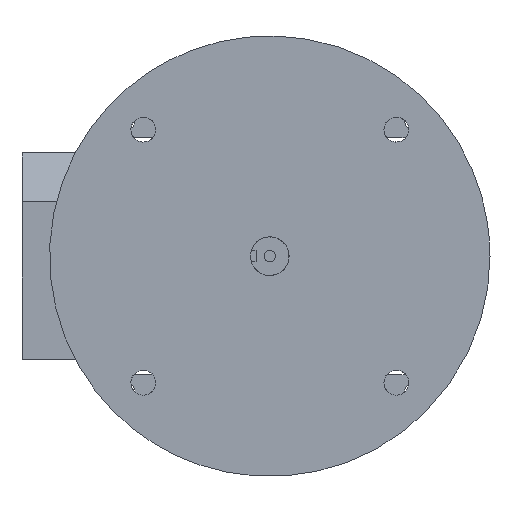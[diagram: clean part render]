
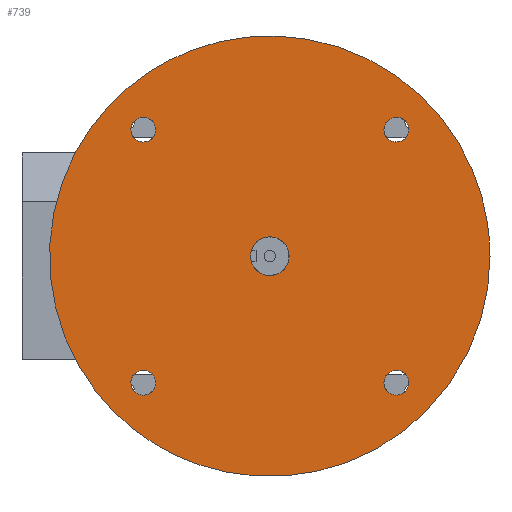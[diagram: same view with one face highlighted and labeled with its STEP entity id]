
A CAD part, left-side view. The second image highlights one B-rep face of the part: STEP entity #739.
In plain terms, the highlighted free-form (B-spline) face has degree [1, 1] with [2, 2] control points.
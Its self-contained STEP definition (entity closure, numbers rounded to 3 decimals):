
#224 = VERTEX_POINT('',#225);
#225 = CARTESIAN_POINT('',(-56.694,0.,
    -5.669));
#230 = EDGE_CURVE('',#224,#224,#231,.T.);
#231 = ( BOUNDED_CURVE() B_SPLINE_CURVE(2,(#232,#233,#234,#235,#236,#237
,#238),.UNSPECIFIED.,.T.,.F.) B_SPLINE_CURVE_WITH_KNOTS((3,2,2,3),(
    3.142,5.236,7.33,9.425),
.PIECEWISE_BEZIER_KNOTS.) CURVE() GEOMETRIC_REPRESENTATION_ITEM() 
RATIONAL_B_SPLINE_CURVE((1.,0.5,1.,0.5,1.,0.5,1.)) REPRESENTATION_ITEM(
  '') );
#232 = CARTESIAN_POINT('',(-56.694,0.,
    -5.669));
#233 = CARTESIAN_POINT('',(-56.694,9.82,-5.669)
  );
#234 = CARTESIAN_POINT('',(-56.694,4.91,2.835)
  );
#235 = CARTESIAN_POINT('',(-56.694,0.,
    11.339));
#236 = CARTESIAN_POINT('',(-56.694,-4.91,2.835
    ));
#237 = CARTESIAN_POINT('',(-56.694,-9.82,-5.669
    ));
#238 = CARTESIAN_POINT('',(-56.694,0.,
    -5.669));
#382 = VERTEX_POINT('',#383);
#383 = CARTESIAN_POINT('',(-56.694,-37.225,
    40.869));
#388 = EDGE_CURVE('',#382,#382,#389,.T.);
#389 = ( BOUNDED_CURVE() B_SPLINE_CURVE(2,(#390,#391,#392,#393,#394,#395
,#396),.UNSPECIFIED.,.T.,.F.) B_SPLINE_CURVE_WITH_KNOTS((3,2,2,3),(
    3.142,5.236,7.33,9.425),
.PIECEWISE_BEZIER_KNOTS.) CURVE() GEOMETRIC_REPRESENTATION_ITEM() 
RATIONAL_B_SPLINE_CURVE((1.,0.5,1.,0.5,1.,0.5,1.)) REPRESENTATION_ITEM(
  '') );
#390 = CARTESIAN_POINT('',(-56.694,-37.225,
    40.869));
#391 = CARTESIAN_POINT('',(-56.694,-43.538,
    40.869));
#392 = CARTESIAN_POINT('',(-56.694,-40.381,
    35.403));
#393 = CARTESIAN_POINT('',(-56.694,-37.225,
    29.936));
#394 = CARTESIAN_POINT('',(-56.694,-34.069,
    35.403));
#395 = CARTESIAN_POINT('',(-56.694,-30.912,
    40.869));
#396 = CARTESIAN_POINT('',(-56.694,-37.225,
    40.869));
#486 = VERTEX_POINT('',#487);
#487 = CARTESIAN_POINT('',(-56.694,-37.225,
    -33.58));
#492 = EDGE_CURVE('',#486,#486,#493,.T.);
#493 = ( BOUNDED_CURVE() B_SPLINE_CURVE(2,(#494,#495,#496,#497,#498,#499
,#500),.UNSPECIFIED.,.T.,.F.) B_SPLINE_CURVE_WITH_KNOTS((3,2,2,3),(
    3.142,5.236,7.33,9.425),
.PIECEWISE_BEZIER_KNOTS.) CURVE() GEOMETRIC_REPRESENTATION_ITEM() 
RATIONAL_B_SPLINE_CURVE((1.,0.5,1.,0.5,1.,0.5,1.)) REPRESENTATION_ITEM(
  '') );
#494 = CARTESIAN_POINT('',(-56.694,-37.225,
    -33.58));
#495 = CARTESIAN_POINT('',(-56.694,-43.538,
    -33.58));
#496 = CARTESIAN_POINT('',(-56.694,-40.381,
    -39.047));
#497 = CARTESIAN_POINT('',(-56.694,-37.225,
    -44.514));
#498 = CARTESIAN_POINT('',(-56.694,-34.069,
    -39.047));
#499 = CARTESIAN_POINT('',(-56.694,-30.912,
    -33.58));
#500 = CARTESIAN_POINT('',(-56.694,-37.225,
    -33.58));
#590 = VERTEX_POINT('',#591);
#591 = CARTESIAN_POINT('',(-56.694,37.225,
    -33.58));
#596 = EDGE_CURVE('',#590,#590,#597,.T.);
#597 = ( BOUNDED_CURVE() B_SPLINE_CURVE(2,(#598,#599,#600,#601,#602,#603
,#604),.UNSPECIFIED.,.T.,.F.) B_SPLINE_CURVE_WITH_KNOTS((3,2,2,3),(
    3.142,5.236,7.33,9.425),
.PIECEWISE_BEZIER_KNOTS.) CURVE() GEOMETRIC_REPRESENTATION_ITEM() 
RATIONAL_B_SPLINE_CURVE((1.,0.5,1.,0.5,1.,0.5,1.)) REPRESENTATION_ITEM(
  '') );
#598 = CARTESIAN_POINT('',(-56.694,37.225,
    -33.58));
#599 = CARTESIAN_POINT('',(-56.694,30.912,
    -33.58));
#600 = CARTESIAN_POINT('',(-56.694,34.069,
    -39.047));
#601 = CARTESIAN_POINT('',(-56.694,37.225,
    -44.514));
#602 = CARTESIAN_POINT('',(-56.694,40.381,
    -39.047));
#603 = CARTESIAN_POINT('',(-56.694,43.538,-33.58
    ));
#604 = CARTESIAN_POINT('',(-56.694,37.225,
    -33.58));
#694 = VERTEX_POINT('',#695);
#695 = CARTESIAN_POINT('',(-56.694,37.225,
    40.869));
#700 = EDGE_CURVE('',#694,#694,#701,.T.);
#701 = ( BOUNDED_CURVE() B_SPLINE_CURVE(2,(#702,#703,#704,#705,#706,#707
,#708),.UNSPECIFIED.,.T.,.F.) B_SPLINE_CURVE_WITH_KNOTS((3,2,2,3),(
    3.142,5.236,7.33,9.425),
.PIECEWISE_BEZIER_KNOTS.) CURVE() GEOMETRIC_REPRESENTATION_ITEM() 
RATIONAL_B_SPLINE_CURVE((1.,0.5,1.,0.5,1.,0.5,1.)) REPRESENTATION_ITEM(
  '') );
#702 = CARTESIAN_POINT('',(-56.694,37.225,
    40.869));
#703 = CARTESIAN_POINT('',(-56.694,30.912,
    40.869));
#704 = CARTESIAN_POINT('',(-56.694,34.069,
    35.403));
#705 = CARTESIAN_POINT('',(-56.694,37.225,
    29.936));
#706 = CARTESIAN_POINT('',(-56.694,40.381,
    35.403));
#707 = CARTESIAN_POINT('',(-56.694,43.538,40.869
    ));
#708 = CARTESIAN_POINT('',(-56.694,37.225,
    40.869));
#739 = ADVANCED_FACE('',(#740,#754,#757,#760,#763,#766),#769,.T.);
#740 = FACE_BOUND('',#741,.T.);
#741 = EDGE_LOOP('',(#742));
#742 = ORIENTED_EDGE('',*,*,#743,.F.);
#743 = EDGE_CURVE('',#744,#744,#746,.T.);
#744 = VERTEX_POINT('',#745);
#745 = CARTESIAN_POINT('',(-56.694,-64.793,
    0.));
#746 = ( BOUNDED_CURVE() B_SPLINE_CURVE(2,(#747,#748,#749,#750,#751,#752
,#753),.UNSPECIFIED.,.T.,.F.) B_SPLINE_CURVE_WITH_KNOTS((3,2,2,3),(
    4.712,6.807,8.901,10.996),
.PIECEWISE_BEZIER_KNOTS.) CURVE() GEOMETRIC_REPRESENTATION_ITEM() 
RATIONAL_B_SPLINE_CURVE((1.,0.5,1.,0.5,1.,0.5,1.)) REPRESENTATION_ITEM(
  '') );
#747 = CARTESIAN_POINT('',(-56.694,-64.793,
    0.));
#748 = CARTESIAN_POINT('',(-56.694,-64.793,-112.224
    ));
#749 = CARTESIAN_POINT('',(-56.694,32.396,
    -56.112));
#750 = CARTESIAN_POINT('',(-56.694,129.585,
    0.));
#751 = CARTESIAN_POINT('',(-56.694,32.396,
    56.112));
#752 = CARTESIAN_POINT('',(-56.694,-64.793,112.224
    ));
#753 = CARTESIAN_POINT('',(-56.694,-64.793,
    0.));
#754 = FACE_BOUND('',#755,.T.);
#755 = EDGE_LOOP('',(#756));
#756 = ORIENTED_EDGE('',*,*,#230,.T.);
#757 = FACE_BOUND('',#758,.T.);
#758 = EDGE_LOOP('',(#759));
#759 = ORIENTED_EDGE('',*,*,#388,.T.);
#760 = FACE_BOUND('',#761,.T.);
#761 = EDGE_LOOP('',(#762));
#762 = ORIENTED_EDGE('',*,*,#492,.T.);
#763 = FACE_BOUND('',#764,.T.);
#764 = EDGE_LOOP('',(#765));
#765 = ORIENTED_EDGE('',*,*,#596,.T.);
#766 = FACE_BOUND('',#767,.T.);
#767 = EDGE_LOOP('',(#768));
#768 = ORIENTED_EDGE('',*,*,#700,.T.);
#769 = B_SPLINE_SURFACE_WITH_KNOTS('',1,1,(
    (#770,#771)
    ,(#772,#773
    )),.UNSPECIFIED.,.F.,.F.,.F.,(2,2),(2,2),(-80.,80.),(-160.,0.),
  .PIECEWISE_BEZIER_KNOTS.);
#770 = CARTESIAN_POINT('',(-56.694,-64.793,-64.793)
  );
#771 = CARTESIAN_POINT('',(-56.694,64.793,-64.793
    ));
#772 = CARTESIAN_POINT('',(-56.694,-64.793,64.793
    ));
#773 = CARTESIAN_POINT('',(-56.694,64.793,
    64.793));
